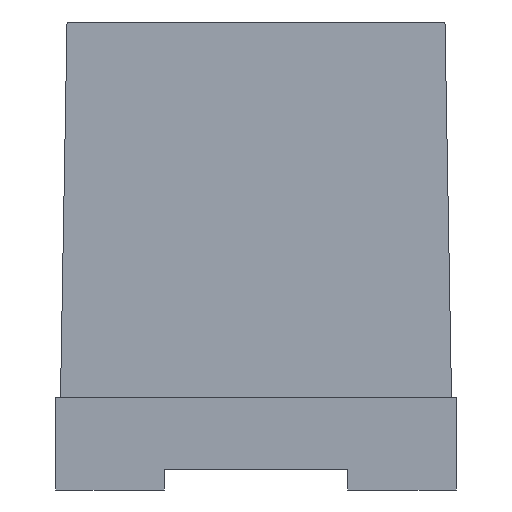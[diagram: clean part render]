
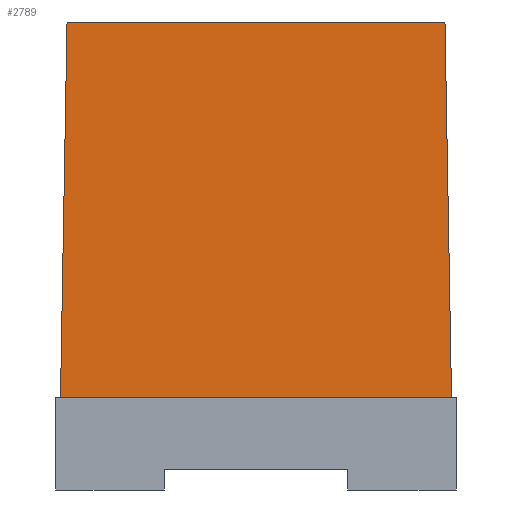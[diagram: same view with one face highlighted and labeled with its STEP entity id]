
A CAD part, left-side view. The second image highlights one B-rep face of the part: STEP entity #2789.
In plain terms, the highlighted planar face has unit normal (-1, 0, 0.018).
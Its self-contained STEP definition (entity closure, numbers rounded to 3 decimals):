
#38 = LINE ( 'NONE', #407, #2306 ) ;
#113 = ORIENTED_EDGE ( 'NONE', *, *, #1973, .T. ) ;
#249 = CARTESIAN_POINT ( 'NONE',  ( -20.533, 36.583, 72.6 ) ) ;
#379 = CARTESIAN_POINT ( 'NONE',  ( -21.8, -37.85, 0. ) ) ;
#407 = CARTESIAN_POINT ( 'NONE',  ( -20.533, 37.85, 72.6 ) ) ;
#423 = EDGE_LOOP ( 'NONE', ( #741, #113, #863, #2457 ) ) ;
#648 = CARTESIAN_POINT ( 'NONE',  ( -21.8, 37.85, 0. ) ) ;
#660 = VECTOR ( 'NONE', #811, 1000. ) ;
#741 = ORIENTED_EDGE ( 'NONE', *, *, #1845, .T. ) ;
#765 = DIRECTION ( 'NONE',  ( 0., -1., 0. ) ) ;
#770 = CARTESIAN_POINT ( 'NONE',  ( -21.8, 37.85, 0. ) ) ;
#811 = DIRECTION ( 'NONE',  ( 0.017, 0.017, 1. ) ) ;
#863 = ORIENTED_EDGE ( 'NONE', *, *, #1024, .T. ) ;
#1024 = EDGE_CURVE ( 'NONE', #2291, #2206, #2666, .T. ) ;
#1162 = CARTESIAN_POINT ( 'NONE',  ( -20.533, 36.583, 72.6 ) ) ;
#1167 = LINE ( 'NONE', #249, #1830 ) ;
#1282 = DIRECTION ( 'NONE',  ( 0., 1., 0. ) ) ;
#1294 = DIRECTION ( 'NONE',  ( -1., 0., 0.017 ) ) ;
#1393 = AXIS2_PLACEMENT_3D ( 'NONE', #2589, #1294, #2808 ) ;
#1692 = CARTESIAN_POINT ( 'NONE',  ( -20.533, -36.583, 72.6 ) ) ;
#1732 = PLANE ( 'NONE',  #1393 ) ;
#1830 = VECTOR ( 'NONE', #2210, 1000. ) ;
#1845 = EDGE_CURVE ( 'NONE', #2748, #2502, #38, .T. ) ;
#1936 = FACE_OUTER_BOUND ( 'NONE', #423, .T. ) ;
#1963 = CARTESIAN_POINT ( 'NONE',  ( -21.8, -37.85, 0. ) ) ;
#1973 = EDGE_CURVE ( 'NONE', #2502, #2291, #1167, .T. ) ;
#2206 = VERTEX_POINT ( 'NONE', #1963 ) ;
#2210 = DIRECTION ( 'NONE',  ( -0.017, 0.017, -1. ) ) ;
#2291 = VERTEX_POINT ( 'NONE', #648 ) ;
#2306 = VECTOR ( 'NONE', #1282, 1000. ) ;
#2407 = LINE ( 'NONE', #379, #660 ) ;
#2457 = ORIENTED_EDGE ( 'NONE', *, *, #2759, .T. ) ;
#2502 = VERTEX_POINT ( 'NONE', #1162 ) ;
#2589 = CARTESIAN_POINT ( 'NONE',  ( -21.8, 37.85, 0. ) ) ;
#2662 = VECTOR ( 'NONE', #765, 1000. ) ;
#2666 = LINE ( 'NONE', #770, #2662 ) ;
#2748 = VERTEX_POINT ( 'NONE', #1692 ) ;
#2759 = EDGE_CURVE ( 'NONE', #2206, #2748, #2407, .T. ) ;
#2789 = ADVANCED_FACE ( 'NONE', ( #1936 ), #1732, .T. ) ;
#2808 = DIRECTION ( 'NONE',  ( 0.017, 0., 1. ) ) ;
